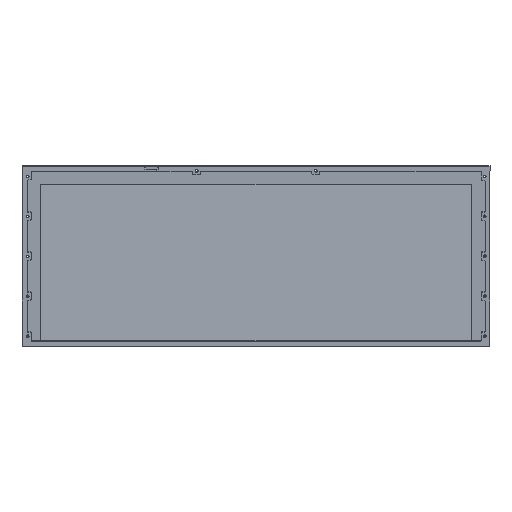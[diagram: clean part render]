
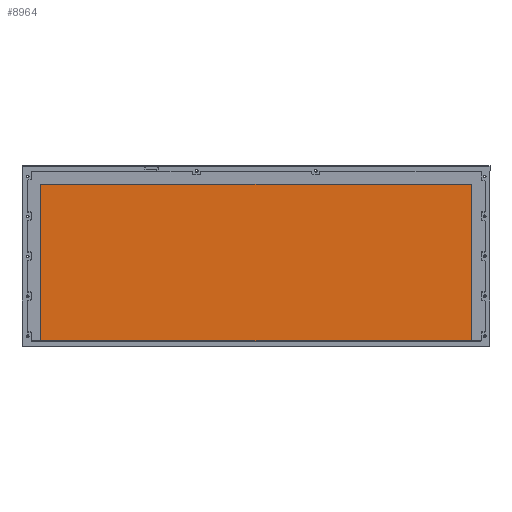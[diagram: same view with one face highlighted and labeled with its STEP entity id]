
A CAD part, top view. The second image highlights one B-rep face of the part: STEP entity #8964.
In plain terms, the highlighted planar face has unit normal (0, 0, 1).
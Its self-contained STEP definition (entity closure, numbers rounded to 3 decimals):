
#115=PLANE('',#9521);
#530=FACE_OUTER_BOUND('',#1014,.T.);
#1014=EDGE_LOOP('',(#6765,#6766,#6767,#6768,#6769,#6770));
#1269=CIRCLE('',#9484,1.);
#1270=CIRCLE('',#9488,1.);
#2312=LINE('',#22978,#2871);
#2326=LINE('',#23050,#2885);
#2327=LINE('',#23053,#2886);
#2328=LINE('',#23054,#2887);
#2871=VECTOR('',#10777,10.);
#2885=VECTOR('',#10859,10.);
#2886=VECTOR('',#10862,10.);
#2887=VECTOR('',#10863,10.);
#3809=VERTEX_POINT('',#22965);
#3810=VERTEX_POINT('',#22966);
#3814=VERTEX_POINT('',#22976);
#3815=VERTEX_POINT('',#22980);
#3838=VERTEX_POINT('',#23048);
#3839=VERTEX_POINT('',#23052);
#4998=EDGE_CURVE('',#3809,#3810,#1269,.T.);
#5004=EDGE_CURVE('',#3814,#3810,#2312,.T.);
#5005=EDGE_CURVE('',#3814,#3815,#1270,.T.);
#5040=EDGE_CURVE('',#3838,#3815,#2326,.T.);
#5041=EDGE_CURVE('',#3839,#3838,#2327,.T.);
#5042=EDGE_CURVE('',#3809,#3839,#2328,.T.);
#6765=ORIENTED_EDGE('',*,*,#4998,.T.);
#6766=ORIENTED_EDGE('',*,*,#5004,.F.);
#6767=ORIENTED_EDGE('',*,*,#5005,.T.);
#6768=ORIENTED_EDGE('',*,*,#5040,.F.);
#6769=ORIENTED_EDGE('',*,*,#5041,.F.);
#6770=ORIENTED_EDGE('',*,*,#5042,.F.);
#8964=ADVANCED_FACE('',(#530),#115,.F.);
#9484=AXIS2_PLACEMENT_3D('',#22967,#10767,#10768);
#9488=AXIS2_PLACEMENT_3D('',#22981,#10780,#10781);
#9521=AXIS2_PLACEMENT_3D('',#23051,#10860,#10861);
#10767=DIRECTION('center_axis',(0.,0.,1.));
#10768=DIRECTION('ref_axis',(0.707,0.707,0.));
#10777=DIRECTION('',(1.,0.,0.));
#10780=DIRECTION('center_axis',(0.,0.,1.));
#10781=DIRECTION('ref_axis',(-0.707,0.707,0.));
#10859=DIRECTION('',(0.,1.,0.));
#10860=DIRECTION('center_axis',(0.,0.,-1.));
#10861=DIRECTION('ref_axis',(-1.,0.,0.));
#10862=DIRECTION('',(-1.,0.,0.));
#10863=DIRECTION('',(0.,-1.,0.));
#22965=CARTESIAN_POINT('',(244.486,466.,102.941));
#22966=CARTESIAN_POINT('',(243.486,467.,102.941));
#22967=CARTESIAN_POINT('Origin',(243.486,466.,102.941));
#22976=CARTESIAN_POINT('',(-186.514,467.,102.941));
#22978=CARTESIAN_POINT('',(-86.489,467.,102.941));
#22980=CARTESIAN_POINT('',(-187.514,466.,102.941));
#22981=CARTESIAN_POINT('Origin',(-186.514,466.,102.941));
#23048=CARTESIAN_POINT('',(-187.514,309.747,102.941));
#23050=CARTESIAN_POINT('',(-187.514,325.238,102.941));
#23051=CARTESIAN_POINT('Origin',(28.486,388.536,102.941));
#23052=CARTESIAN_POINT('',(244.486,309.747,102.941));
#23053=CARTESIAN_POINT('',(141.088,309.747,102.941));
#23054=CARTESIAN_POINT('',(244.486,310.072,102.941));
